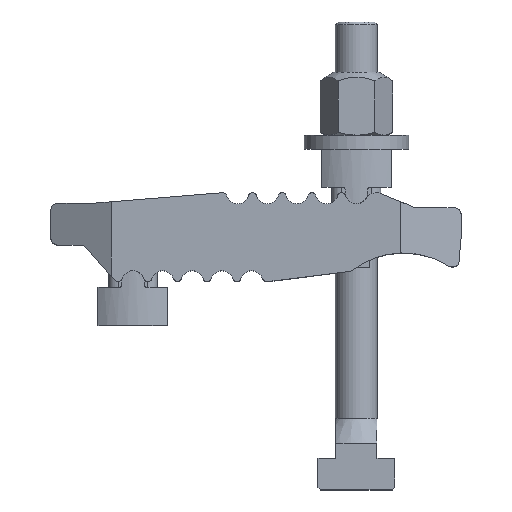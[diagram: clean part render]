
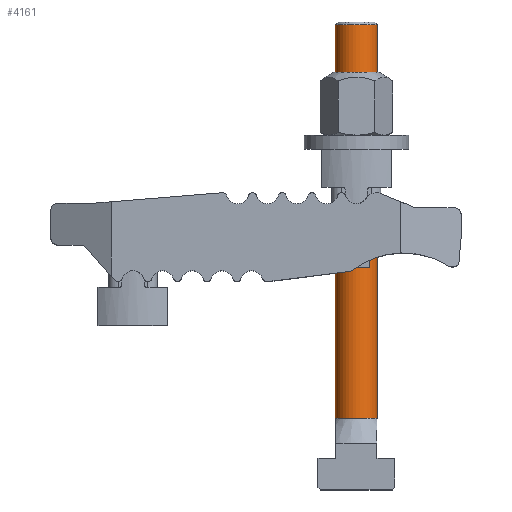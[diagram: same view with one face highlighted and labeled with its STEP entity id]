
A CAD part, top view. The second image highlights one B-rep face of the part: STEP entity #4161.
In plain terms, the highlighted cylindrical face has radius 12 mm (diameter 24 mm), a partial arc.
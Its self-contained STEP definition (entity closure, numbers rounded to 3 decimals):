
#1969=VERTEX_POINT('',#5369);
#2311=EDGE_CURVE('',#1969,#4271,#5738,.T.);
#2337=EDGE_CURVE('',#3079,#4283,#5765,.T.);
#3079=VERTEX_POINT('',#6588);
#3457=EDGE_CURVE('',#4283,#1969,#7009,.T.);
#4143=EDGE_CURVE('',#3079,#4271,#7753,.T.);
#4161=ADVANCED_FACE('',(#7773),#7774,.T.);
#4271=VERTEX_POINT('',#7893);
#4283=VERTEX_POINT('',#7907);
#5369=CARTESIAN_POINT('',(116.0,172.3,0.));
#5738=LINE('',#9821,#9822);
#5765=LINE('',#9864,#9865);
#6588=CARTESIAN_POINT('',(140.0,-53.2,0.));
#7009=CIRCLE('',#11763,12.0);
#7753=CIRCLE('',#12853,12.0);
#7773=FACE_OUTER_BOUND('',#12900,.T.);
#7774=CYLINDRICAL_SURFACE('',#12901,12.0);
#7893=CARTESIAN_POINT('',(116.0,-53.2,0.));
#7907=CARTESIAN_POINT('',(140.0,172.3,0.));
#9821=CARTESIAN_POINT('',(116.0,60.3,0.));
#9822=VECTOR('',#15036,1.0);
#9864=CARTESIAN_POINT('',(140.0,60.3,0.));
#9865=VECTOR('',#15063,1.0);
#11763=AXIS2_PLACEMENT_3D('',#16640,#16641,#16642);
#12853=AXIS2_PLACEMENT_3D('',#17447,#17448,#17449);
#12900=EDGE_LOOP('',(#17473,#17474,#17475,#17476));
#12901=AXIS2_PLACEMENT_3D('',#17477,#17478,#17479);
#15036=DIRECTION('',(-0.0,-1.0,0.));
#15063=DIRECTION('',(0.0,1.0,0.));
#16640=CARTESIAN_POINT('',(128.0,172.3,0.));
#16641=DIRECTION('',(0.0,-1.0,0.));
#16642=DIRECTION('',(1.0,0.0,0.0));
#17447=CARTESIAN_POINT('',(128.0,-53.2,0.));
#17448=DIRECTION('',(0.0,-1.0,0.));
#17449=DIRECTION('',(1.0,0.0,0.0));
#17473=ORIENTED_EDGE('',*,*,#2337,.T.);
#17474=ORIENTED_EDGE('',*,*,#3457,.T.);
#17475=ORIENTED_EDGE('',*,*,#2311,.T.);
#17476=ORIENTED_EDGE('',*,*,#4143,.F.);
#17477=CARTESIAN_POINT('',(128.0,60.3,0.));
#17478=DIRECTION('',(0.0,-1.0,0.));
#17479=DIRECTION('',(1.0,0.0,0.0));
